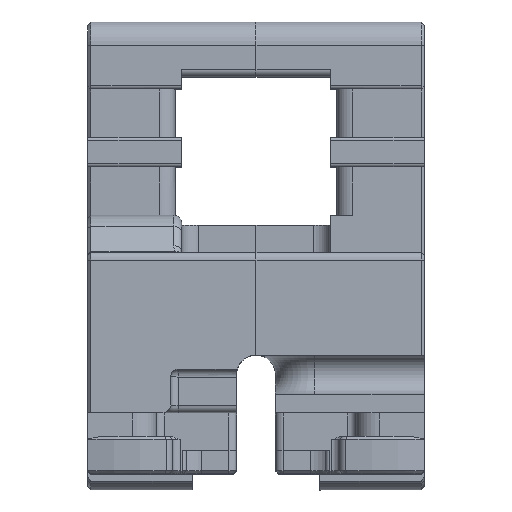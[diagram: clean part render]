
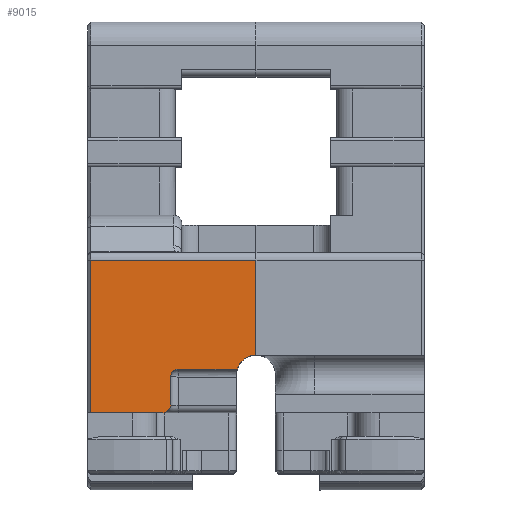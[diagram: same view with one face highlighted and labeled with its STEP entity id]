
A CAD part, top view. The second image highlights one B-rep face of the part: STEP entity #9015.
In plain terms, the highlighted planar face has unit normal (0, 0, 1).
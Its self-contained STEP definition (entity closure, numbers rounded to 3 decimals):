
#339=PLANE('',#9891);
#941=FACE_OUTER_BOUND('',#1486,.T.);
#1486=EDGE_LOOP('',(#8011,#8012,#8013,#8014,#8015,#8016,#8017,#8018,#8019));
#2214=LINE('',#14759,#3078);
#2235=LINE('',#14832,#3099);
#2347=LINE('',#15255,#3211);
#2348=LINE('',#15259,#3212);
#2349=LINE('',#15262,#3213);
#2350=LINE('',#15263,#3214);
#3078=VECTOR('',#11860,10.);
#3099=VECTOR('',#11917,10.);
#3211=VECTOR('',#12297,10.);
#3212=VECTOR('',#12300,10.);
#3213=VECTOR('',#12303,10.);
#3214=VECTOR('',#12304,10.);
#3615=CIRCLE('',#9743,2.5);
#3692=CIRCLE('',#9892,1.);
#3693=CIRCLE('',#9893,1.);
#4355=VERTEX_POINT('',#14757);
#4356=VERTEX_POINT('',#14758);
#4361=VERTEX_POINT('',#14771);
#4372=VERTEX_POINT('',#14813);
#4380=VERTEX_POINT('',#14830);
#4494=VERTEX_POINT('',#15254);
#4495=VERTEX_POINT('',#15256);
#4496=VERTEX_POINT('',#15258);
#4497=VERTEX_POINT('',#15260);
#5497=EDGE_CURVE('',#4355,#4356,#2214,.T.);
#5504=EDGE_CURVE('',#4361,#4356,#3615,.T.);
#5530=EDGE_CURVE('',#4380,#4372,#2235,.T.);
#5718=EDGE_CURVE('',#4372,#4494,#2347,.T.);
#5719=EDGE_CURVE('',#4495,#4380,#3692,.T.);
#5720=EDGE_CURVE('',#4495,#4496,#2348,.T.);
#5721=EDGE_CURVE('',#4497,#4496,#3693,.T.);
#5722=EDGE_CURVE('',#4497,#4361,#2349,.T.);
#5723=EDGE_CURVE('',#4494,#4355,#2350,.T.);
#8011=ORIENTED_EDGE('',*,*,#5718,.F.);
#8012=ORIENTED_EDGE('',*,*,#5530,.F.);
#8013=ORIENTED_EDGE('',*,*,#5719,.F.);
#8014=ORIENTED_EDGE('',*,*,#5720,.T.);
#8015=ORIENTED_EDGE('',*,*,#5721,.F.);
#8016=ORIENTED_EDGE('',*,*,#5722,.T.);
#8017=ORIENTED_EDGE('',*,*,#5504,.T.);
#8018=ORIENTED_EDGE('',*,*,#5497,.F.);
#8019=ORIENTED_EDGE('',*,*,#5723,.F.);
#9015=ADVANCED_FACE('',(#941),#339,.F.);
#9743=AXIS2_PLACEMENT_3D('',#14772,#11871,#11872);
#9891=AXIS2_PLACEMENT_3D('',#15253,#12295,#12296);
#9892=AXIS2_PLACEMENT_3D('',#15257,#12298,#12299);
#9893=AXIS2_PLACEMENT_3D('',#15261,#12301,#12302);
#11860=DIRECTION('',(0.,-1.,0.));
#11871=DIRECTION('center_axis',(0.,0.,
-1.));
#11872=DIRECTION('ref_axis',(-1.,0.,0.));
#11917=DIRECTION('',(-1.,0.,0.));
#12295=DIRECTION('center_axis',(0.,0.,
-1.));
#12296=DIRECTION('ref_axis',(0.,1.,0.));
#12297=DIRECTION('',(0.,1.,0.));
#12298=DIRECTION('center_axis',(0.,0.,
-1.));
#12299=DIRECTION('ref_axis',(0.707,-0.707,0.));
#12300=DIRECTION('',(0.,1.,0.));
#12301=DIRECTION('center_axis',(0.,0.,
1.));
#12302=DIRECTION('ref_axis',(-0.707,0.707,0.));
#12303=DIRECTION('',(1.,0.,0.));
#12304=DIRECTION('',(1.,0.,0.));
#14757=CARTESIAN_POINT('',(-0.384,-1.117,71.89));
#14758=CARTESIAN_POINT('',(-0.384,-13.317,71.89));
#14759=CARTESIAN_POINT('',(-0.384,-13.181,71.89));
#14771=CARTESIAN_POINT('',(-2.784,-15.117,71.89));
#14772=CARTESIAN_POINT('Origin',(-0.384,-15.817,71.89));
#14813=CARTESIAN_POINT('',(-21.584,-20.717,71.89));
#14830=CARTESIAN_POINT('',(-12.334,-20.717,71.89));
#14832=CARTESIAN_POINT('',(-10.384,-20.717,71.89));
#15253=CARTESIAN_POINT('Origin',(-20.384,-20.217,71.89));
#15254=CARTESIAN_POINT('',(-21.584,-1.117,71.89));
#15255=CARTESIAN_POINT('',(-21.584,-24.917,71.89));
#15256=CARTESIAN_POINT('',(-11.334,-19.717,71.89));
#15257=CARTESIAN_POINT('Origin',(-12.334,-19.717,71.89));
#15258=CARTESIAN_POINT('',(-11.334,-16.117,71.89));
#15259=CARTESIAN_POINT('',(-11.334,-17.767,71.89));
#15260=CARTESIAN_POINT('',(-10.334,-15.117,71.89));
#15261=CARTESIAN_POINT('Origin',(-10.334,-16.117,71.89));
#15262=CARTESIAN_POINT('',(-15.284,-15.117,71.89));
#15263=CARTESIAN_POINT('',(-13.071,-1.117,71.89));
